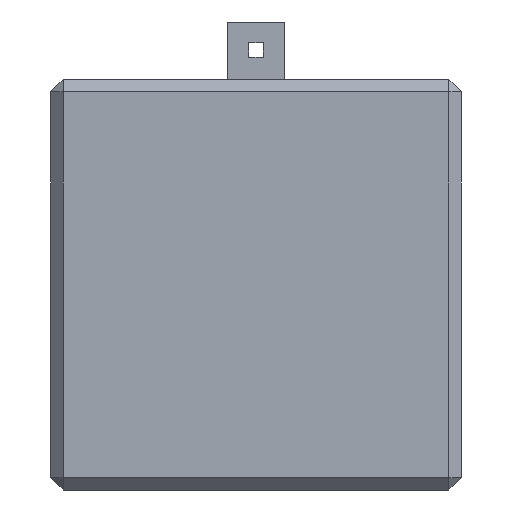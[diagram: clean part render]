
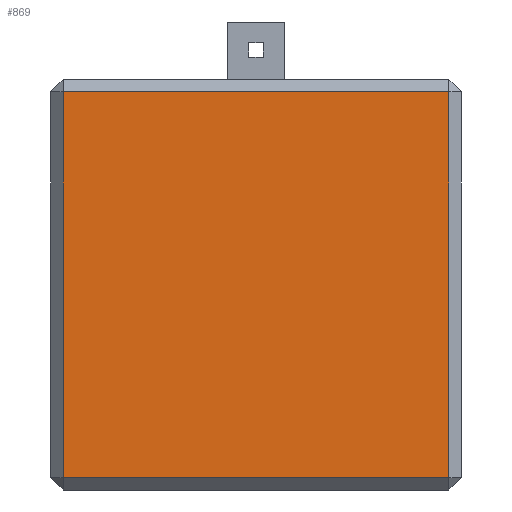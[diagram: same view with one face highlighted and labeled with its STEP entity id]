
A CAD part, front view. The second image highlights one B-rep face of the part: STEP entity #869.
In plain terms, the highlighted planar face has unit normal (0, -1, 0).
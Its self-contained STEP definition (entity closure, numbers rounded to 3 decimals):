
#14 = ORIENTED_EDGE ( 'NONE', *, *, #1083, .T. ) ;
#105 = DIRECTION ( 'NONE',  ( 1., 0., 0. ) ) ;
#126 = DIRECTION ( 'NONE',  ( 0., 0., 1. ) ) ;
#130 = VERTEX_POINT ( 'NONE', #378 ) ;
#282 = ORIENTED_EDGE ( 'NONE', *, *, #1322, .T. ) ;
#378 = CARTESIAN_POINT ( 'NONE',  ( 1.5, 0., 1.5 ) ) ;
#391 = CARTESIAN_POINT ( 'NONE',  ( 0., 0., 50. ) ) ;
#393 = LINE ( 'NONE', #924, #1707 ) ;
#401 = LINE ( 'NONE', #935, #556 ) ;
#410 = VERTEX_POINT ( 'NONE', #1702 ) ;
#433 = EDGE_CURVE ( 'NONE', #1523, #130, #784, .T. ) ;
#444 = VECTOR ( 'NONE', #105, 1000. ) ;
#556 = VECTOR ( 'NONE', #1492, 1000. ) ;
#678 = EDGE_CURVE ( 'NONE', #130, #1459, #786, .T. ) ;
#748 = CARTESIAN_POINT ( 'NONE',  ( 48.5, 0., 1.5 ) ) ;
#784 = LINE ( 'NONE', #1614, #1067 ) ;
#786 = LINE ( 'NONE', #1218, #444 ) ;
#793 = FACE_OUTER_BOUND ( 'NONE', #1133, .T. ) ;
#866 = CARTESIAN_POINT ( 'NONE',  ( 1.5, 0., 48.5 ) ) ;
#869 = ADVANCED_FACE ( 'NONE', ( #793 ), #1740, .F. ) ;
#924 = CARTESIAN_POINT ( 'NONE',  ( 48.5, 0., 50. ) ) ;
#935 = CARTESIAN_POINT ( 'NONE',  ( 0., 0., 48.5 ) ) ;
#1067 = VECTOR ( 'NONE', #1625, 1000. ) ;
#1083 = EDGE_CURVE ( 'NONE', #410, #1523, #401, .T. ) ;
#1133 = EDGE_LOOP ( 'NONE', ( #1596, #1239, #282, #14 ) ) ;
#1218 = CARTESIAN_POINT ( 'NONE',  ( 50., 0., 1.5 ) ) ;
#1239 = ORIENTED_EDGE ( 'NONE', *, *, #678, .T. ) ;
#1322 = EDGE_CURVE ( 'NONE', #1459, #410, #393, .T. ) ;
#1327 = AXIS2_PLACEMENT_3D ( 'NONE', #391, #1350, #1472 ) ;
#1350 = DIRECTION ( 'NONE',  ( 0., 1., 0. ) ) ;
#1459 = VERTEX_POINT ( 'NONE', #748 ) ;
#1472 = DIRECTION ( 'NONE',  ( 0., 0., 1. ) ) ;
#1492 = DIRECTION ( 'NONE',  ( -1., 0., 0. ) ) ;
#1523 = VERTEX_POINT ( 'NONE', #866 ) ;
#1596 = ORIENTED_EDGE ( 'NONE', *, *, #433, .T. ) ;
#1614 = CARTESIAN_POINT ( 'NONE',  ( 1.5, 0., 50. ) ) ;
#1625 = DIRECTION ( 'NONE',  ( 0., 0., -1. ) ) ;
#1702 = CARTESIAN_POINT ( 'NONE',  ( 48.5, 0., 48.5 ) ) ;
#1707 = VECTOR ( 'NONE', #126, 1000. ) ;
#1740 = PLANE ( 'NONE',  #1327 ) ;
